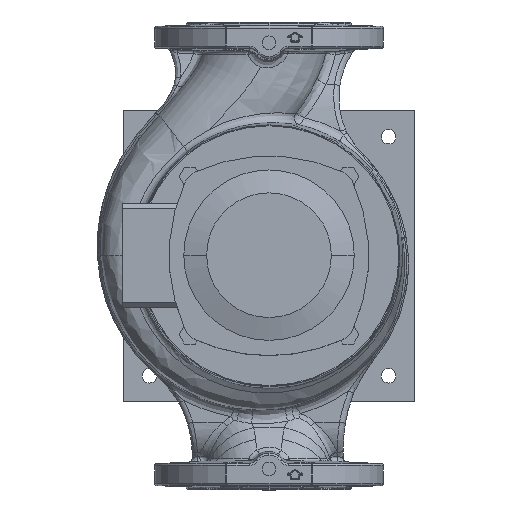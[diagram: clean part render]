
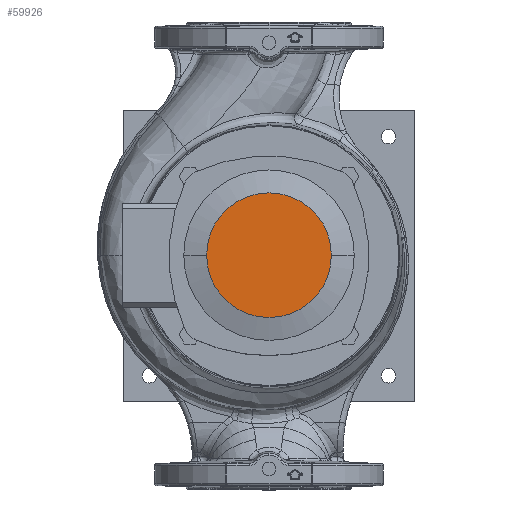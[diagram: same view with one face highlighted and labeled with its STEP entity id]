
A CAD part, top view. The second image highlights one B-rep face of the part: STEP entity #59926.
In plain terms, the highlighted planar face has unit normal (0, 0, 1).
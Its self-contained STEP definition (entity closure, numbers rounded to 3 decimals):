
#3789 = AXIS2_PLACEMENT_3D ( 'NONE', #12985, #12986, #12987 ) ;
#3791 = CIRCLE ( 'NONE', #3789, 60. ) ;
#5575 = AXIS2_PLACEMENT_3D ( 'NONE', #74442, #74460, #74463 ) ;
#12985 = CARTESIAN_POINT ( 'NONE',  ( 0., 0., 432.5 ) ) ;
#12986 = DIRECTION ( 'NONE',  ( 0., 0., 1. ) ) ;
#12987 = DIRECTION ( 'NONE',  ( 1., 0., 0. ) ) ;
#13128 = CARTESIAN_POINT ( 'NONE',  ( 60., 0., 432.5 ) ) ;
#15675 = EDGE_CURVE ( 'NONE', #28721, #77626, #43184, .T. ) ;
#28721 = VERTEX_POINT ( 'NONE', #31414 ) ;
#31414 = CARTESIAN_POINT ( 'NONE',  ( -60., 0., 432.5 ) ) ;
#42237 = ORIENTED_EDGE ( 'NONE', *, *, #15675, .T. ) ;
#42240 = ORIENTED_EDGE ( 'NONE', *, *, #69257, .T. ) ;
#43182 = AXIS2_PLACEMENT_3D ( 'NONE', #53505, #53506, #53507 ) ;
#43184 = CIRCLE ( 'NONE', #43182, 60. ) ;
#53505 = CARTESIAN_POINT ( 'NONE',  ( 0., 0., 432.5 ) ) ;
#53506 = DIRECTION ( 'NONE',  ( 0., 0., 1. ) ) ;
#53507 = DIRECTION ( 'NONE',  ( 1., 0., 0. ) ) ;
#59926 = ADVANCED_FACE ( 'NONE', ( #74450 ), #74453, .F. ) ;
#63799 = EDGE_LOOP ( 'NONE', ( #42237, #42240 ) ) ;
#69257 = EDGE_CURVE ( 'NONE', #77626, #28721, #3791, .T. ) ;
#74442 = CARTESIAN_POINT ( 'NONE',  ( -60., 0., 432.5 ) ) ;
#74450 = FACE_OUTER_BOUND ( 'NONE', #63799, .T. ) ;
#74453 = PLANE ( 'NONE',  #5575 ) ;
#74460 = DIRECTION ( 'NONE',  ( 0., 0., -1. ) ) ;
#74463 = DIRECTION ( 'NONE',  ( -1., 0., 0. ) ) ;
#77626 = VERTEX_POINT ( 'NONE', #13128 ) ;
